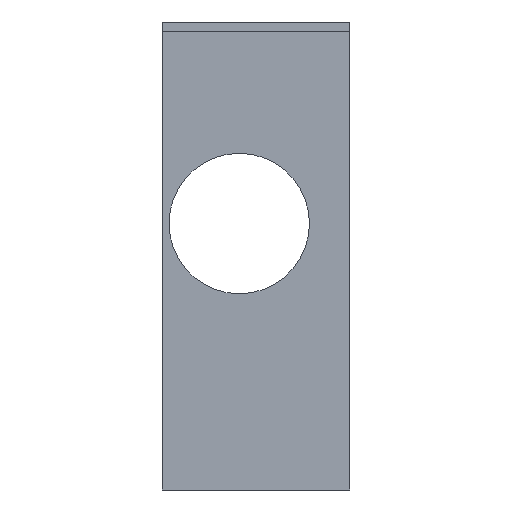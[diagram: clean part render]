
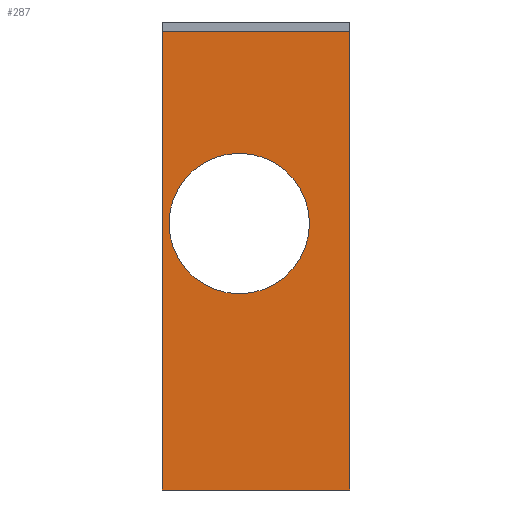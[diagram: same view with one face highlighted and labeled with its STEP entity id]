
A CAD part, front view. The second image highlights one B-rep face of the part: STEP entity #287.
In plain terms, the highlighted planar face has unit normal (0, -1, 0).
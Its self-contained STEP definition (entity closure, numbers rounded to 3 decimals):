
#124 = VERTEX_POINT('',#125);
#125 = CARTESIAN_POINT('',(-8.269,16.752,-0.2));
#131 = EDGE_CURVE('',#132,#124,#134,.T.);
#132 = VERTEX_POINT('',#133);
#133 = CARTESIAN_POINT('',(-8.269,16.752,-10.));
#134 = LINE('',#135,#136);
#135 = CARTESIAN_POINT('',(-8.269,16.752,-14.354));
#136 = VECTOR('',#137,1.);
#137 = DIRECTION('',(0.,0.,1.));
#162 = EDGE_CURVE('',#124,#163,#165,.T.);
#163 = VERTEX_POINT('',#164);
#164 = CARTESIAN_POINT('',(-12.269,16.752,-0.2));
#165 = LINE('',#166,#167);
#166 = CARTESIAN_POINT('',(-8.269,16.752,-0.2));
#167 = VECTOR('',#168,1.);
#168 = DIRECTION('',(-1.,-0.,-0.));
#206 = VERTEX_POINT('',#207);
#207 = CARTESIAN_POINT('',(-12.269,16.752,-10.));
#213 = EDGE_CURVE('',#163,#206,#214,.T.);
#214 = LINE('',#215,#216);
#215 = CARTESIAN_POINT('',(-12.269,16.752,-7.177));
#216 = VECTOR('',#217,1.);
#217 = DIRECTION('',(0.,0.,-1.));
#275 = EDGE_CURVE('',#132,#206,#276,.T.);
#276 = LINE('',#277,#278);
#277 = CARTESIAN_POINT('',(-9.267,16.752,-10.));
#278 = VECTOR('',#279,1.);
#279 = DIRECTION('',(-1.,0.,0.));
#287 = ADVANCED_FACE('',(#288,#294),#305,.F.);
#288 = FACE_BOUND('',#289,.F.);
#289 = EDGE_LOOP('',(#290,#291,#292,#293));
#290 = ORIENTED_EDGE('',*,*,#131,.F.);
#291 = ORIENTED_EDGE('',*,*,#275,.T.);
#292 = ORIENTED_EDGE('',*,*,#213,.F.);
#293 = ORIENTED_EDGE('',*,*,#162,.F.);
#294 = FACE_BOUND('',#295,.F.);
#295 = EDGE_LOOP('',(#296));
#296 = ORIENTED_EDGE('',*,*,#297,.F.);
#297 = EDGE_CURVE('',#298,#298,#300,.T.);
#298 = VERTEX_POINT('',#299);
#299 = CARTESIAN_POINT('',(-12.127,16.752,-4.306));
#300 = CIRCLE('',#301,1.5);
#301 = AXIS2_PLACEMENT_3D('',#302,#303,#304);
#302 = CARTESIAN_POINT('',(-10.627,16.752,-4.306));
#303 = DIRECTION('',(0.,1.,0.));
#304 = DIRECTION('',(-1.,0.,0.));
#305 = PLANE('',#306);
#306 = AXIS2_PLACEMENT_3D('',#307,#308,#309);
#307 = CARTESIAN_POINT('',(-8.269,16.752,-14.354));
#308 = DIRECTION('',(0.,1.,0.));
#309 = DIRECTION('',(0.,0.,1.));
